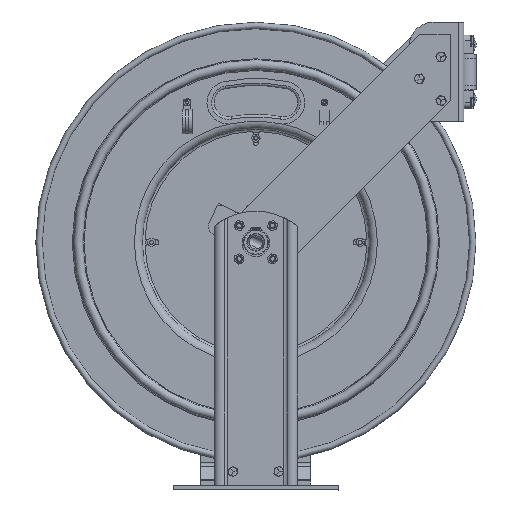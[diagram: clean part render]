
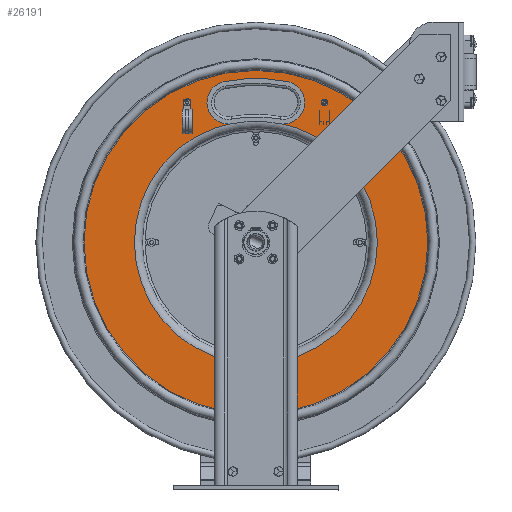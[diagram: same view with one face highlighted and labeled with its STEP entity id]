
A CAD part, top view. The second image highlights one B-rep face of the part: STEP entity #26191.
In plain terms, the highlighted planar face has unit normal (0, 0, 1).
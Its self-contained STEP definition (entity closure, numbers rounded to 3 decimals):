
#1346=FACE_BOUND('',#2941,.T.);
#1347=FACE_BOUND('',#2942,.T.);
#1348=FACE_BOUND('',#2943,.T.);
#1349=FACE_BOUND('',#2944,.T.);
#1811=PLANE('',#27195);
#2285=FACE_OUTER_BOUND('',#2940,.T.);
#2940=EDGE_LOOP('',(#20208));
#2941=EDGE_LOOP('',(#20209,#20210,#20211,#20212));
#2942=EDGE_LOOP('',(#20213));
#2943=EDGE_LOOP('',(#20214));
#2944=EDGE_LOOP('',(#20215));
#9403=CIRCLE('',#27194,6.625);
#9404=CIRCLE('',#27196,9.375);
#9405=CIRCLE('',#27197,8.766);
#9406=CIRCLE('',#27198,1.);
#9407=CIRCLE('',#27199,6.766);
#9408=CIRCLE('',#27200,1.);
#9409=CIRCLE('',#27201,0.11);
#9410=CIRCLE('',#27202,0.11);
#10600=VERTEX_POINT('',#35724);
#10601=VERTEX_POINT('',#35727);
#10602=VERTEX_POINT('',#35729);
#10603=VERTEX_POINT('',#35730);
#10604=VERTEX_POINT('',#35732);
#10605=VERTEX_POINT('',#35734);
#10606=VERTEX_POINT('',#35737);
#10607=VERTEX_POINT('',#35739);
#15134=EDGE_CURVE('',#10600,#10600,#9403,.T.);
#15135=EDGE_CURVE('',#10601,#10601,#9404,.T.);
#15136=EDGE_CURVE('',#10602,#10603,#9405,.T.);
#15137=EDGE_CURVE('',#10603,#10604,#9406,.T.);
#15138=EDGE_CURVE('',#10604,#10605,#9407,.T.);
#15139=EDGE_CURVE('',#10605,#10602,#9408,.T.);
#15140=EDGE_CURVE('',#10606,#10606,#9409,.T.);
#15141=EDGE_CURVE('',#10607,#10607,#9410,.T.);
#20208=ORIENTED_EDGE('',*,*,#15135,.F.);
#20209=ORIENTED_EDGE('',*,*,#15136,.T.);
#20210=ORIENTED_EDGE('',*,*,#15137,.T.);
#20211=ORIENTED_EDGE('',*,*,#15138,.T.);
#20212=ORIENTED_EDGE('',*,*,#15139,.T.);
#20213=ORIENTED_EDGE('',*,*,#15140,.T.);
#20214=ORIENTED_EDGE('',*,*,#15141,.T.);
#20215=ORIENTED_EDGE('',*,*,#15134,.T.);
#26191=ADVANCED_FACE('',(#2285,#1346,#1347,#1348,#1349),#1811,.T.);
#27194=AXIS2_PLACEMENT_3D('',#35725,#29266,#29267);
#27195=AXIS2_PLACEMENT_3D('',#35726,#29268,#29269);
#27196=AXIS2_PLACEMENT_3D('',#35728,#29270,#29271);
#27197=AXIS2_PLACEMENT_3D('',#35731,#29272,#29273);
#27198=AXIS2_PLACEMENT_3D('',#35733,#29274,#29275);
#27199=AXIS2_PLACEMENT_3D('',#35735,#29276,#29277);
#27200=AXIS2_PLACEMENT_3D('',#35736,#29278,#29279);
#27201=AXIS2_PLACEMENT_3D('',#35738,#29280,#29281);
#27202=AXIS2_PLACEMENT_3D('',#35740,#29282,#29283);
#29266=DIRECTION('center_axis',(0.,0.,
-1.));
#29267=DIRECTION('ref_axis',(-1.,0.,0.));
#29268=DIRECTION('center_axis',(0.,0.,
1.));
#29269=DIRECTION('ref_axis',(0.,1.,0.));
#29270=DIRECTION('center_axis',(0.,0.,
-1.));
#29271=DIRECTION('ref_axis',(-1.,0.,0.));
#29272=DIRECTION('center_axis',(0.,0.,
-1.));
#29273=DIRECTION('ref_axis',(0.193,-0.981,0.));
#29274=DIRECTION('center_axis',(0.,0.,
-1.));
#29275=DIRECTION('ref_axis',(-0.193,-0.981,0.));
#29276=DIRECTION('center_axis',(0.,0.,
1.));
#29277=DIRECTION('ref_axis',(-0.193,0.981,0.));
#29278=DIRECTION('center_axis',(0.,0.,
-1.));
#29279=DIRECTION('ref_axis',(-0.193,0.981,0.));
#29280=DIRECTION('center_axis',(0.,0.,
-1.));
#29281=DIRECTION('ref_axis',(-1.,0.,0.));
#29282=DIRECTION('center_axis',(0.,0.,
-1.));
#29283=DIRECTION('ref_axis',(-1.,0.,0.));
#35724=CARTESIAN_POINT('',(-6.625,13.49,3.082));
#35725=CARTESIAN_POINT('Origin',(0.,13.49,
3.082));
#35726=CARTESIAN_POINT('Origin',(-8.,13.49,3.082));
#35727=CARTESIAN_POINT('',(-9.375,13.49,3.082));
#35728=CARTESIAN_POINT('Origin',(0.,13.49,
3.082));
#35729=CARTESIAN_POINT('',(-1.693,22.091,3.082));
#35730=CARTESIAN_POINT('',(1.693,22.091,3.082));
#35731=CARTESIAN_POINT('Origin',(0.,13.49,
3.082));
#35732=CARTESIAN_POINT('',(1.307,20.129,3.082));
#35733=CARTESIAN_POINT('Origin',(1.5,21.11,3.082));
#35734=CARTESIAN_POINT('',(-1.307,20.129,3.082));
#35735=CARTESIAN_POINT('Origin',(0.,13.49,
3.082));
#35736=CARTESIAN_POINT('Origin',(-1.5,21.11,3.082));
#35737=CARTESIAN_POINT('',(3.86,21.11,3.082));
#35738=CARTESIAN_POINT('Origin',(3.75,21.11,3.082));
#35739=CARTESIAN_POINT('',(-3.64,21.11,3.082));
#35740=CARTESIAN_POINT('Origin',(-3.75,21.11,3.082));
